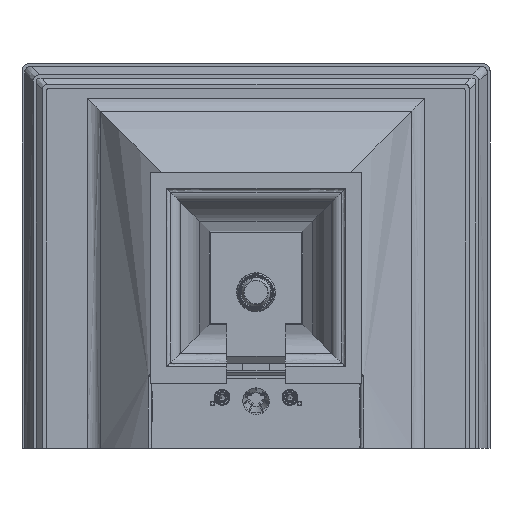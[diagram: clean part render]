
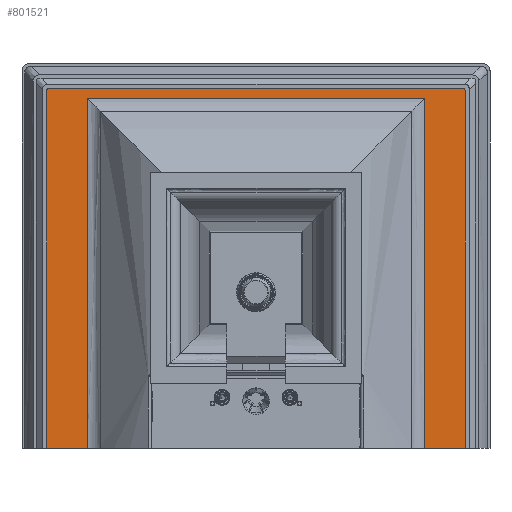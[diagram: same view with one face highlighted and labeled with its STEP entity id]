
A CAD part, front view. The second image highlights one B-rep face of the part: STEP entity #801521.
In plain terms, the highlighted free-form (B-spline) face has degree [1, 1] with [2, 2] control points.
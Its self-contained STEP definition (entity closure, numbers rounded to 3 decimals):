
#800553 = VERTEX_POINT('',#800554);
#800554 = CARTESIAN_POINT('',(-211.265,734.358,
    -227.177));
#800560 = EDGE_CURVE('',#800561,#800553,#800563,.T.);
#800561 = VERTEX_POINT('',#800562);
#800562 = CARTESIAN_POINT('',(-262.011,734.358,
    -227.177));
#800563 = B_SPLINE_CURVE_WITH_KNOTS('',1,(#800564,#800565),
  .UNSPECIFIED.,.F.,.F.,(2,2),(-53.175,0.),
  .PIECEWISE_BEZIER_KNOTS.);
#800564 = CARTESIAN_POINT('',(-262.011,734.358,
    -227.177));
#800565 = CARTESIAN_POINT('',(-211.265,734.358,
    -227.177));
#800758 = VERTEX_POINT('',#800759);
#800759 = CARTESIAN_POINT('',(262.011,734.358,
    -227.177));
#800764 = EDGE_CURVE('',#800765,#800758,#800767,.T.);
#800765 = VERTEX_POINT('',#800766);
#800766 = CARTESIAN_POINT('',(211.265,734.358,
    -227.177));
#800767 = B_SPLINE_CURVE_WITH_KNOTS('',1,(#800768,#800769),
  .UNSPECIFIED.,.F.,.F.,(2,2),(-53.175,0.),
  .PIECEWISE_BEZIER_KNOTS.);
#800768 = CARTESIAN_POINT('',(211.265,734.358,
    -227.177));
#800769 = CARTESIAN_POINT('',(262.011,734.358,
    -227.177));
#801457 = EDGE_CURVE('',#801458,#801460,#801462,.T.);
#801458 = VERTEX_POINT('',#801459);
#801459 = CARTESIAN_POINT('',(-262.011,734.358,
    220.416));
#801460 = VERTEX_POINT('',#801461);
#801461 = CARTESIAN_POINT('',(-258.981,734.358,
    223.446));
#801462 = ( BOUNDED_CURVE() B_SPLINE_CURVE(2,(#801463,#801464,#801465),
.UNSPECIFIED.,.F.,.F.) B_SPLINE_CURVE_WITH_KNOTS((3,3),(5.498,
7.069),.PIECEWISE_BEZIER_KNOTS.) CURVE() 
GEOMETRIC_REPRESENTATION_ITEM() RATIONAL_B_SPLINE_CURVE((1.,
0.707,1.)) REPRESENTATION_ITEM('') );
#801463 = CARTESIAN_POINT('',(-262.011,734.358,
    220.416));
#801464 = CARTESIAN_POINT('',(-262.011,734.358,
    223.446));
#801465 = CARTESIAN_POINT('',(-258.981,734.358,
    223.446));
#801498 = EDGE_CURVE('',#801499,#801460,#801501,.T.);
#801499 = VERTEX_POINT('',#801500);
#801500 = CARTESIAN_POINT('',(258.981,734.358,
    223.446));
#801501 = B_SPLINE_CURVE_WITH_KNOTS('',1,(#801502,#801503),
  .UNSPECIFIED.,.F.,.F.,(2,2),(-561.928,-19.177),
  .PIECEWISE_BEZIER_KNOTS.);
#801502 = CARTESIAN_POINT('',(258.981,734.358,
    223.446));
#801503 = CARTESIAN_POINT('',(-258.981,734.358,
    223.446));
#801521 = ADVANCED_FACE('',(#801522),#801565,.T.);
#801522 = FACE_BOUND('',#801523,.T.);
#801523 = EDGE_LOOP('',(#801524,#801525,#801530,#801531,#801538,#801545,
    #801550,#801551,#801558,#801564));
#801524 = ORIENTED_EDGE('',*,*,#801457,.F.);
#801525 = ORIENTED_EDGE('',*,*,#801526,.T.);
#801526 = EDGE_CURVE('',#801458,#800561,#801527,.T.);
#801527 = B_SPLINE_CURVE_WITH_KNOTS('',1,(#801528,#801529),
  .UNSPECIFIED.,.F.,.F.,(2,2),(775.241,1244.254),
  .PIECEWISE_BEZIER_KNOTS.);
#801528 = CARTESIAN_POINT('',(-262.011,734.358,
    220.416));
#801529 = CARTESIAN_POINT('',(-262.011,734.358,
    -227.177));
#801530 = ORIENTED_EDGE('',*,*,#800560,.T.);
#801531 = ORIENTED_EDGE('',*,*,#801532,.F.);
#801532 = EDGE_CURVE('',#801533,#800553,#801535,.T.);
#801533 = VERTEX_POINT('',#801534);
#801534 = CARTESIAN_POINT('',(-211.265,734.358,
    211.265));
#801535 = B_SPLINE_CURVE_WITH_KNOTS('',1,(#801536,#801537),
  .UNSPECIFIED.,.F.,.F.,(2,2),(784.83,1244.254),
  .PIECEWISE_BEZIER_KNOTS.);
#801536 = CARTESIAN_POINT('',(-211.265,734.358,
    211.265));
#801537 = CARTESIAN_POINT('',(-211.265,734.358,
    -227.177));
#801538 = ORIENTED_EDGE('',*,*,#801539,.F.);
#801539 = EDGE_CURVE('',#801540,#801533,#801542,.T.);
#801540 = VERTEX_POINT('',#801541);
#801541 = CARTESIAN_POINT('',(211.265,734.358,
    211.265));
#801542 = B_SPLINE_CURVE_WITH_KNOTS('',1,(#801543,#801544),
  .UNSPECIFIED.,.F.,.F.,(2,2),(784.83,1227.581),
  .PIECEWISE_BEZIER_KNOTS.);
#801543 = CARTESIAN_POINT('',(211.265,734.358,
    211.265));
#801544 = CARTESIAN_POINT('',(-211.265,734.358,
    211.265));
#801545 = ORIENTED_EDGE('',*,*,#801546,.T.);
#801546 = EDGE_CURVE('',#801540,#800765,#801547,.T.);
#801547 = B_SPLINE_CURVE_WITH_KNOTS('',1,(#801548,#801549),
  .UNSPECIFIED.,.F.,.F.,(2,2),(-419.013,40.411),
  .PIECEWISE_BEZIER_KNOTS.);
#801548 = CARTESIAN_POINT('',(211.265,734.358,
    211.265));
#801549 = CARTESIAN_POINT('',(211.265,734.358,
    -227.177));
#801550 = ORIENTED_EDGE('',*,*,#800764,.T.);
#801551 = ORIENTED_EDGE('',*,*,#801552,.F.);
#801552 = EDGE_CURVE('',#801553,#800758,#801555,.T.);
#801553 = VERTEX_POINT('',#801554);
#801554 = CARTESIAN_POINT('',(262.011,734.358,
    220.416));
#801555 = B_SPLINE_CURVE_WITH_KNOTS('',1,(#801556,#801557),
  .UNSPECIFIED.,.F.,.F.,(2,2),(-428.601,40.411),
  .PIECEWISE_BEZIER_KNOTS.);
#801556 = CARTESIAN_POINT('',(262.011,734.358,
    220.416));
#801557 = CARTESIAN_POINT('',(262.011,734.358,
    -227.177));
#801558 = ORIENTED_EDGE('',*,*,#801559,.F.);
#801559 = EDGE_CURVE('',#801499,#801553,#801560,.T.);
#801560 = ( BOUNDED_CURVE() B_SPLINE_CURVE(2,(#801561,#801562,#801563),
.UNSPECIFIED.,.F.,.F.) B_SPLINE_CURVE_WITH_KNOTS((3,3),(5.498,
7.069),.PIECEWISE_BEZIER_KNOTS.) CURVE() 
GEOMETRIC_REPRESENTATION_ITEM() RATIONAL_B_SPLINE_CURVE((1.,
0.707,1.)) REPRESENTATION_ITEM('') );
#801561 = CARTESIAN_POINT('',(258.981,734.358,
    223.446));
#801562 = CARTESIAN_POINT('',(262.011,734.358,
    223.446));
#801563 = CARTESIAN_POINT('',(262.011,734.358,
    220.416));
#801564 = ORIENTED_EDGE('',*,*,#801498,.T.);
#801565 = B_SPLINE_SURFACE_WITH_KNOTS('',1,1,(
    (#801566,#801567)
    ,(#801568,#801569
    )),.UNSPECIFIED.,.F.,.F.,.F.,(2,2),(2,2),(-431.776,40.411),(
    -522.513,26.587),.PIECEWISE_BEZIER_KNOTS.);
#801566 = CARTESIAN_POINT('',(-262.011,734.358,
    223.446));
#801567 = CARTESIAN_POINT('',(262.011,734.358,
    223.446));
#801568 = CARTESIAN_POINT('',(-262.011,734.358,
    -227.177));
#801569 = CARTESIAN_POINT('',(262.011,734.358,
    -227.177));
